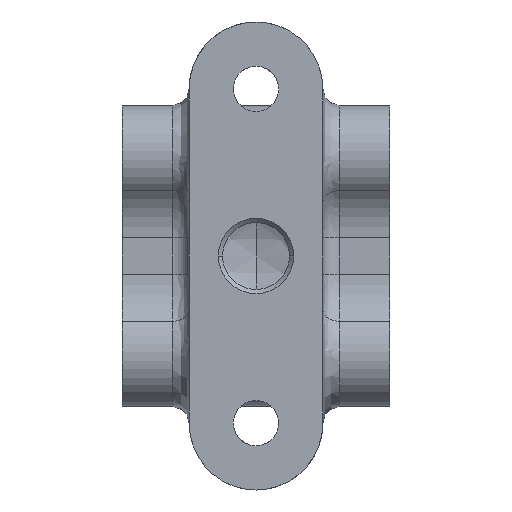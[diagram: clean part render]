
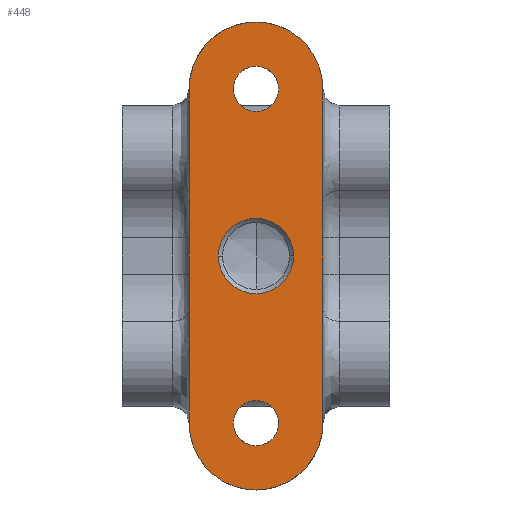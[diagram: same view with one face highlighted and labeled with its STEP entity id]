
A CAD part, front view. The second image highlights one B-rep face of the part: STEP entity #448.
In plain terms, the highlighted planar face has unit normal (0, -1, 0).
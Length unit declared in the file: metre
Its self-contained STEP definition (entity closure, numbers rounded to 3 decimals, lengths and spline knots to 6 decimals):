
#448=ADVANCED_FACE('',(#586,#474,#475,#476),#3260,.T.);
#474=FACE_BOUND('',#716,.T.);
#475=FACE_BOUND('',#717,.T.);
#476=FACE_BOUND('',#718,.T.);
#586=FACE_OUTER_BOUND('',#715,.T.);
#715=EDGE_LOOP('',(#1193,#1194,#1195,#1196,#1197,#1198,#1199,#1200));
#716=EDGE_LOOP('',(#1201,#1202));
#717=EDGE_LOOP('',(#1203,#1204));
#718=EDGE_LOOP('',(#1205,#1206));
#1193=ORIENTED_EDGE('',*,*,#1753,.F.);
#1194=ORIENTED_EDGE('',*,*,#1755,.T.);
#1195=ORIENTED_EDGE('',*,*,#1756,.T.);
#1196=ORIENTED_EDGE('',*,*,#1757,.T.);
#1197=ORIENTED_EDGE('',*,*,#1760,.T.);
#1198=ORIENTED_EDGE('',*,*,#1758,.T.);
#1199=ORIENTED_EDGE('',*,*,#1754,.F.);
#1200=ORIENTED_EDGE('',*,*,#1759,.T.);
#1201=ORIENTED_EDGE('',*,*,#1761,.T.);
#1202=ORIENTED_EDGE('',*,*,#1764,.T.);
#1203=ORIENTED_EDGE('',*,*,#1765,.T.);
#1204=ORIENTED_EDGE('',*,*,#1762,.T.);
#1205=ORIENTED_EDGE('',*,*,#1766,.T.);
#1206=ORIENTED_EDGE('',*,*,#1763,.T.);
#1753=EDGE_CURVE('',#3129,#3130,#2075,.T.);
#1754=EDGE_CURVE('',#3131,#3132,#2620,.T.);
#1755=EDGE_CURVE('',#3129,#3133,#2621,.T.);
#1756=EDGE_CURVE('',#3133,#3134,#2622,.T.);
#1757=EDGE_CURVE('',#3134,#3135,#2623,.T.);
#1758=EDGE_CURVE('',#3136,#3132,#2624,.T.);
#1759=EDGE_CURVE('',#3131,#3130,#2625,.T.);
#1760=EDGE_CURVE('',#3135,#3136,#2076,.T.);
#1761=EDGE_CURVE('',#3138,#3137,#2077,.T.);
#1762=EDGE_CURVE('',#3139,#3140,#2078,.T.);
#1763=EDGE_CURVE('',#3141,#3142,#2079,.T.);
#1764=EDGE_CURVE('',#3137,#3138,#2080,.T.);
#1765=EDGE_CURVE('',#3140,#3139,#2081,.T.);
#1766=EDGE_CURVE('',#3142,#3141,#2082,.T.);
#2075=TRIMMED_CURVE($,#2343,(#7376),(#7377),.T.,.CARTESIAN.);
#2076=TRIMMED_CURVE($,#2344,(#7391),(#7392),.T.,.CARTESIAN.);
#2077=TRIMMED_CURVE($,#2345,(#7394),(#7395),.T.,.CARTESIAN.);
#2078=TRIMMED_CURVE($,#2346,(#7397),(#7398),.T.,.CARTESIAN.);
#2079=TRIMMED_CURVE($,#2347,(#7400),(#7401),.T.,.CARTESIAN.);
#2080=TRIMMED_CURVE($,#2348,(#7403),(#7404),.T.,.CARTESIAN.);
#2081=TRIMMED_CURVE($,#2349,(#7406),(#7407),.T.,.CARTESIAN.);
#2082=TRIMMED_CURVE($,#2350,(#7409),(#7410),.T.,.CARTESIAN.);
#2343=CIRCLE('',#3647,0.00635);
#2344=CIRCLE('',#3648,0.00635);
#2345=CIRCLE('',#3649,0.003572);
#2346=CIRCLE('',#3650,0.002153);
#2347=CIRCLE('',#3651,0.002153);
#2348=CIRCLE('',#3652,0.003572);
#2349=CIRCLE('',#3653,0.002153);
#2350=CIRCLE('',#3654,0.002153);
#2620=B_SPLINE_CURVE_WITH_KNOTS('',1,(#7378,#7379),.UNSPECIFIED.,.F.,.F.,
(2,2),(0.,0.01905),.UNSPECIFIED.);
#2621=B_SPLINE_CURVE_WITH_KNOTS('',1,(#7380,#7381),.UNSPECIFIED.,.F.,.F.,
(2,2),(0.,0.00635),.UNSPECIFIED.);
#2622=B_SPLINE_CURVE_WITH_KNOTS('',1,(#7382,#7383),.UNSPECIFIED.,.F.,.F.,
(2,2),(0.,0.01905),.UNSPECIFIED.);
#2623=B_SPLINE_CURVE_WITH_KNOTS('',1,(#7384,#7385),.UNSPECIFIED.,.F.,.F.,
(2,2),(0.,0.00635),.UNSPECIFIED.);
#2624=B_SPLINE_CURVE_WITH_KNOTS('',1,(#7386,#7387),.UNSPECIFIED.,.F.,.F.,
(2,2),(0.,0.00635),.UNSPECIFIED.);
#2625=B_SPLINE_CURVE_WITH_KNOTS('',1,(#7388,#7389),.UNSPECIFIED.,.F.,.F.,
(2,2),(0.,0.00635),.UNSPECIFIED.);
#3129=VERTEX_POINT('',#7361);
#3130=VERTEX_POINT('',#7362);
#3131=VERTEX_POINT('',#7363);
#3132=VERTEX_POINT('',#7364);
#3133=VERTEX_POINT('',#7365);
#3134=VERTEX_POINT('',#7366);
#3135=VERTEX_POINT('',#7367);
#3136=VERTEX_POINT('',#7368);
#3137=VERTEX_POINT('',#7369);
#3138=VERTEX_POINT('',#7370);
#3139=VERTEX_POINT('',#7371);
#3140=VERTEX_POINT('',#7372);
#3141=VERTEX_POINT('',#7373);
#3142=VERTEX_POINT('',#7374);
#3260=PLANE('',#3646);
#3646=AXIS2_PLACEMENT_3D('',#7360,#4219,$);
#3647=AXIS2_PLACEMENT_3D($,#7375,#4220,#4221);
#3648=AXIS2_PLACEMENT_3D($,#7390,#4222,#4223);
#3649=AXIS2_PLACEMENT_3D($,#7393,#4224,#4225);
#3650=AXIS2_PLACEMENT_3D($,#7396,#4226,#4227);
#3651=AXIS2_PLACEMENT_3D($,#7399,#4228,#4229);
#3652=AXIS2_PLACEMENT_3D($,#7402,#4230,#4231);
#3653=AXIS2_PLACEMENT_3D($,#7405,#4232,#4233);
#3654=AXIS2_PLACEMENT_3D($,#7408,#4234,#4235);
#4219=DIRECTION('',(0.,-1.,0.));
#4220=DIRECTION('',(0.,1.,0.));
#4221=DIRECTION('',(-1.,0.,0.));
#4222=DIRECTION('',(0.,-1.,0.));
#4223=DIRECTION('',(-1.,0.,0.));
#4224=DIRECTION('',(0.,1.,0.));
#4225=DIRECTION('',(-1.,0.,0.));
#4226=DIRECTION('',(0.,1.,0.));
#4227=DIRECTION('',(1.,0.,0.));
#4228=DIRECTION('',(0.,1.,0.));
#4229=DIRECTION('',(1.,0.,0.));
#4230=DIRECTION('',(0.,1.,0.));
#4231=DIRECTION('',(1.,0.,0.));
#4232=DIRECTION('',(0.,1.,0.));
#4233=DIRECTION('',(-1.,0.,0.));
#4234=DIRECTION('',(0.,1.,0.));
#4235=DIRECTION('',(-1.,0.,0.));
#7360=CARTESIAN_POINT('',(-0.607644,0.0254,0.626682));
#7361=CARTESIAN_POINT('',(-0.006362,0.0254,0.015875));
#7362=CARTESIAN_POINT('',(0.006338,0.0254,0.015875));
#7363=CARTESIAN_POINT('',(0.006338,0.0254,0.009525));
#7364=CARTESIAN_POINT('',(0.006338,0.0254,-0.009525));
#7365=CARTESIAN_POINT('',(-0.006362,0.0254,0.009525));
#7366=CARTESIAN_POINT('',(-0.006362,0.0254,-0.009525));
#7367=CARTESIAN_POINT('',(-0.006362,0.0254,-0.015875));
#7368=CARTESIAN_POINT('',(0.006338,0.0254,-0.015875));
#7369=CARTESIAN_POINT('',(0.00356,0.0254,0.));
#7370=CARTESIAN_POINT('',(-0.003584,0.0254,0.));
#7371=CARTESIAN_POINT('',(0.002141,0.0254,-0.015875));
#7372=CARTESIAN_POINT('',(-0.002165,0.0254,-0.015875));
#7373=CARTESIAN_POINT('',(0.002141,0.0254,0.015875));
#7374=CARTESIAN_POINT('',(-0.002165,0.0254,0.015875));
#7375=CARTESIAN_POINT('',(-0.000012,0.0254,0.015875));
#7376=CARTESIAN_POINT('',(-0.006362,0.0254,0.015875));
#7377=CARTESIAN_POINT('',(0.006338,0.0254,0.015875));
#7378=CARTESIAN_POINT('',(0.006338,0.0254,0.009525));
#7379=CARTESIAN_POINT('',(0.006338,0.0254,-0.009525));
#7380=CARTESIAN_POINT('',(-0.006362,0.0254,0.015875));
#7381=CARTESIAN_POINT('',(-0.006362,0.0254,0.009525));
#7382=CARTESIAN_POINT('',(-0.006362,0.0254,0.009525));
#7383=CARTESIAN_POINT('',(-0.006362,0.0254,-0.009525));
#7384=CARTESIAN_POINT('',(-0.006362,0.0254,-0.009525));
#7385=CARTESIAN_POINT('',(-0.006362,0.0254,-0.015875));
#7386=CARTESIAN_POINT('',(0.006338,0.0254,-0.015875));
#7387=CARTESIAN_POINT('',(0.006338,0.0254,-0.009525));
#7388=CARTESIAN_POINT('',(0.006338,0.0254,0.009525));
#7389=CARTESIAN_POINT('',(0.006338,0.0254,0.015875));
#7390=CARTESIAN_POINT('',(-0.000012,0.0254,-0.015875));
#7391=CARTESIAN_POINT('',(-0.006362,0.0254,-0.015875));
#7392=CARTESIAN_POINT('',(0.006338,0.0254,-0.015875));
#7393=CARTESIAN_POINT('',(-0.000012,0.0254,0.));
#7394=CARTESIAN_POINT('',(-0.003584,0.0254,0.));
#7395=CARTESIAN_POINT('',(0.00356,0.0254,0.));
#7396=CARTESIAN_POINT('',(-0.000012,0.0254,-0.015875));
#7397=CARTESIAN_POINT('',(0.002141,0.0254,-0.015875));
#7398=CARTESIAN_POINT('',(-0.002165,0.0254,-0.015875));
#7399=CARTESIAN_POINT('',(-0.000012,0.0254,0.015875));
#7400=CARTESIAN_POINT('',(0.002141,0.0254,0.015875));
#7401=CARTESIAN_POINT('',(-0.002165,0.0254,0.015875));
#7402=CARTESIAN_POINT('',(-0.000012,0.0254,0.));
#7403=CARTESIAN_POINT('',(0.00356,0.0254,0.));
#7404=CARTESIAN_POINT('',(-0.003584,0.0254,0.));
#7405=CARTESIAN_POINT('',(-0.000012,0.0254,-0.015875));
#7406=CARTESIAN_POINT('',(-0.002165,0.0254,-0.015875));
#7407=CARTESIAN_POINT('',(0.002141,0.0254,-0.015875));
#7408=CARTESIAN_POINT('',(-0.000012,0.0254,0.015875));
#7409=CARTESIAN_POINT('',(-0.002165,0.0254,0.015875));
#7410=CARTESIAN_POINT('',(0.002141,0.0254,0.015875));
